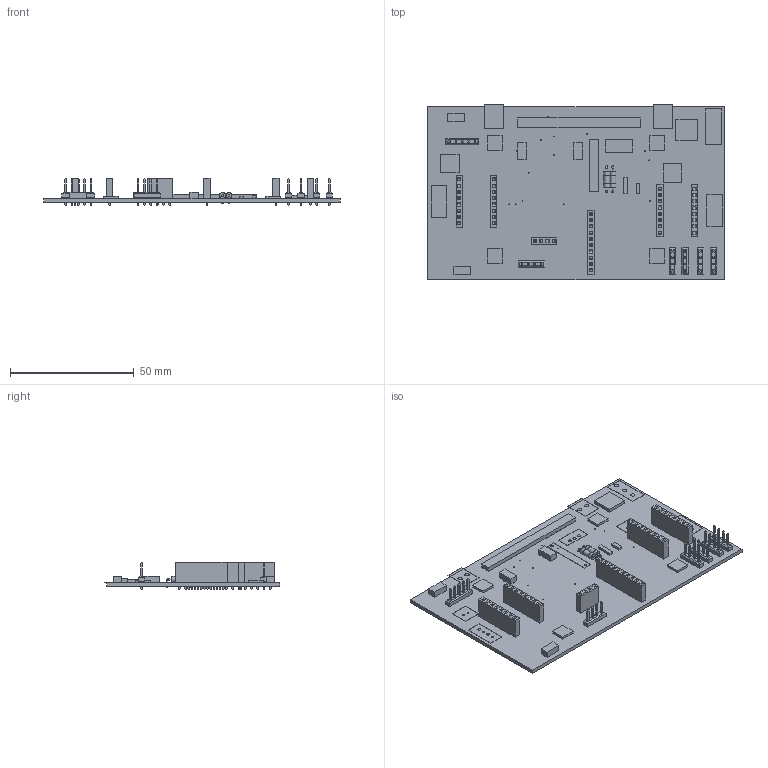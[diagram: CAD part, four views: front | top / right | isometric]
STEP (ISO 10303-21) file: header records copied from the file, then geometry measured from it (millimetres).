
FILE_DESCRIPTION(/* description */ (''),/* implementation_level */ '2;1');
FILE_NAME(/* name */ '6851aabf-bfd3-4bd1-8c0f-f596b59f7bab.stp',/* time_stamp */ '2022-05-12T12:12:32Z',/* author */ (''),/* organization */ (''),/* preprocessor_version */ 'ST-DEVELOPER v19',/* originating_system */ 'Autodesk Translation Framework v11.7.0.108',/* authorisation */ '');
FILE_SCHEMA (('AUTOMOTIVE_DESIGN { 1 0 10303 214 3 1 1 }'));
Length unit declared in the file: millimetre
Products named in the file (23): 6851aabf-bfd3-4bd1-8c0f-f596b59f7bab; PCB Component; Board; 0026604020; 2540-; W237-102; FE08-1_3D; B4B-XH-A_LF__SN_; 733980-62; FE10-1_3D; FE04-1; MA05-1_SMALLPAD; 100uF; PTS18126V260; MA04-1_SMALLPAD; 1uF; 47uF; SA5.0A-E3_54; IRF9530NPBF; BCM857BS,115; 10k; 2,8; 1101M2S3CQE2
Assembly tree (39 placements, depth 3):
  6851aabf-bfd3-4bd1-8c0f-f596b59f7bab
    PCB Component
      Board
      0026604020  x2
      2540-
      W237-102  x4
      FE08-1_3D  x4
      B4B-XH-A_LF__SN_  x2
      733980-62
      FE10-1_3D
      FE04-1
      MA05-1_SMALLPAD
      100uF  x2
      PTS18126V260
      MA04-1_SMALLPAD  x5
      1uF
      47uF
      SA5.0A-E3_54
      IRF9530NPBF
      BCM857BS,115
      10k  x2
      2,8  x4
      1101M2S3CQE2
Bounding box: 120 x 71.04 x 11.3 mm (x, y, z)
Volume: 16793 mm3; surface area: 25948.3 mm2
Topology: 38 solids, 38 shells, 1764 faces, 4004 edges, 2462 vertices
Faces by surface type: plane 1562, cylinder 186, torus 16
Full cylindrical faces by diameter (mm): 0.35 x17, 0.6 x8, 0.7 x4, 0.813 x8, 1 x40, 1.05 x2, 1.055 x25, 1.1 x8, 1.155 x46, 1.194 x8, 1.28 x3, 1.68 x3, 1.707 x4, 2.375 x2, 2.5 x4, 2.8 x4
Entity records: 27227 total; most frequent: DIRECTION 4403, CARTESIAN_POINT 4380, ORIENTED_EDGE 4212, EDGE_CURVE 2106, LINE 1727, VECTOR 1727, AXIS2_PLACEMENT_3D 1338, VERTEX_POINT 1315
